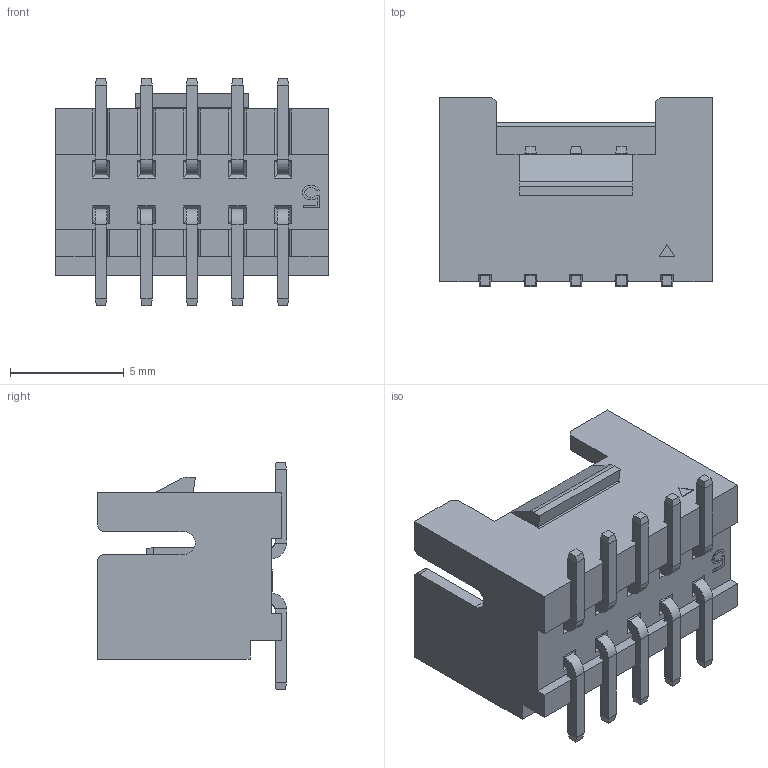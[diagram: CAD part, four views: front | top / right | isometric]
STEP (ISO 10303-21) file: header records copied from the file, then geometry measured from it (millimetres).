
FILE_DESCRIPTION(('FreeCAD Model'),'2;1');
FILE_NAME('20-wtb-a-double-row-st-smt-2x5p(1).stp','2023-06-29T10:17:39',('Author'),(''), 'Open CASCADE STEP processor 7.3','FreeCAD','Unknown');
FILE_SCHEMA(('AUTOMOTIVE_DESIGN { 1 0 10303 214 1 1 1 1 }'));
Length unit declared in the file: millimetre
Products named in the file (1): PRT0021
Bounding box: 12 x 8.3 x 10 mm (x, y, z)
Volume: 302.8 mm3; surface area: 808.5 mm2
Topology: 1 solids, 1 shells, 468 faces, 1138 edges, 694 vertices
Faces by surface type: plane 420, cylinder 48
Entity records: 31613 total; most frequent: CARTESIAN_POINT 5157, DIRECTION 4324, LINE 3146, VECTOR 3146, ORIENTED_EDGE 2276, PCURVE 2276, DEFINITIONAL_REPRESENTATION 2276, EDGE_CURVE 1138
